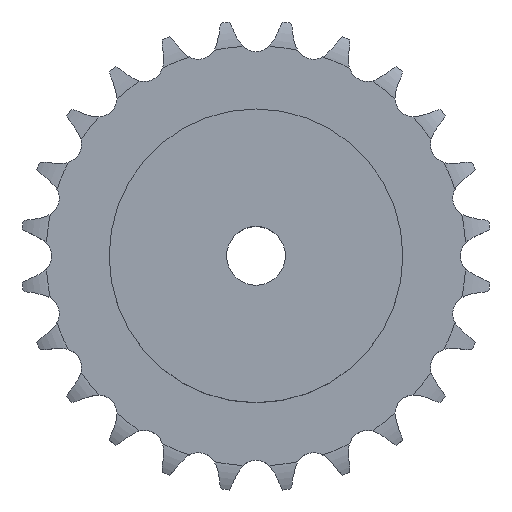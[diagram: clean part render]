
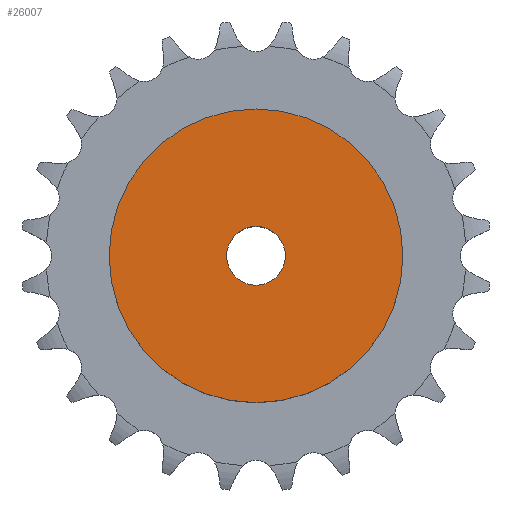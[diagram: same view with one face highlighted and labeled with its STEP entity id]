
A CAD part, top view. The second image highlights one B-rep face of the part: STEP entity #26007.
In plain terms, the highlighted planar face has unit normal (0, 0, 1).
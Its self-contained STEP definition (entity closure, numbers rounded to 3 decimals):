
#3285 = CYLINDRICAL_SURFACE('',#3286,40.);
#3286 = AXIS2_PLACEMENT_3D('',#3287,#3288,#3289);
#3287 = CARTESIAN_POINT('',(0.,0.,0.));
#3288 = DIRECTION('',(-0.,-0.,-1.));
#3289 = DIRECTION('',(1.,0.,0.));
#16496 = VERTEX_POINT('',#16497);
#16497 = CARTESIAN_POINT('',(40.,0.,30.));
#16518 = EDGE_CURVE('',#16496,#16496,#16519,.T.);
#16519 = SURFACE_CURVE('',#16520,(#16525,#16532),.PCURVE_S1.);
#16520 = CIRCLE('',#16521,40.);
#16521 = AXIS2_PLACEMENT_3D('',#16522,#16523,#16524);
#16522 = CARTESIAN_POINT('',(0.,0.,30.));
#16523 = DIRECTION('',(0.,0.,1.));
#16524 = DIRECTION('',(1.,0.,0.));
#16525 = PCURVE('',#3285,#16526);
#16526 = DEFINITIONAL_REPRESENTATION('',(#16527),#16531);
#16527 = LINE('',#16528,#16529);
#16528 = CARTESIAN_POINT('',(-0.,-30.));
#16529 = VECTOR('',#16530,1.);
#16530 = DIRECTION('',(-1.,0.));
#16531 = ( GEOMETRIC_REPRESENTATION_CONTEXT(2) 
PARAMETRIC_REPRESENTATION_CONTEXT() REPRESENTATION_CONTEXT('2D SPACE',''
  ) );
#16532 = PCURVE('',#16533,#16538);
#16533 = PLANE('',#16534);
#16534 = AXIS2_PLACEMENT_3D('',#16535,#16536,#16537);
#16535 = CARTESIAN_POINT('',(0.,0.,30.)
  );
#16536 = DIRECTION('',(0.,0.,1.));
#16537 = DIRECTION('',(1.,0.,0.));
#16538 = DEFINITIONAL_REPRESENTATION('',(#16539),#16543);
#16539 = CIRCLE('',#16540,40.);
#16540 = AXIS2_PLACEMENT_2D('',#16541,#16542);
#16541 = CARTESIAN_POINT('',(0.,0.));
#16542 = DIRECTION('',(1.,0.));
#16543 = ( GEOMETRIC_REPRESENTATION_CONTEXT(2) 
PARAMETRIC_REPRESENTATION_CONTEXT() REPRESENTATION_CONTEXT('2D SPACE',''
  ) );
#22109 = CYLINDRICAL_SURFACE('',#22110,8.);
#22110 = AXIS2_PLACEMENT_3D('',#22111,#22112,#22113);
#22111 = CARTESIAN_POINT('',(0.,0.,198.213));
#22112 = DIRECTION('',(0.,0.,1.));
#22113 = DIRECTION('',(1.,0.,0.));
#26007 = ADVANCED_FACE('',(#26008,#26011),#16533,.T.);
#26008 = FACE_BOUND('',#26009,.T.);
#26009 = EDGE_LOOP('',(#26010));
#26010 = ORIENTED_EDGE('',*,*,#16518,.T.);
#26011 = FACE_BOUND('',#26012,.T.);
#26012 = EDGE_LOOP('',(#26013));
#26013 = ORIENTED_EDGE('',*,*,#26014,.F.);
#26014 = EDGE_CURVE('',#26015,#26015,#26017,.T.);
#26015 = VERTEX_POINT('',#26016);
#26016 = CARTESIAN_POINT('',(8.,0.,30.));
#26017 = SURFACE_CURVE('',#26018,(#26023,#26030),.PCURVE_S1.);
#26018 = CIRCLE('',#26019,8.);
#26019 = AXIS2_PLACEMENT_3D('',#26020,#26021,#26022);
#26020 = CARTESIAN_POINT('',(0.,0.,30.));
#26021 = DIRECTION('',(0.,0.,1.));
#26022 = DIRECTION('',(1.,0.,0.));
#26023 = PCURVE('',#16533,#26024);
#26024 = DEFINITIONAL_REPRESENTATION('',(#26025),#26029);
#26025 = CIRCLE('',#26026,8.);
#26026 = AXIS2_PLACEMENT_2D('',#26027,#26028);
#26027 = CARTESIAN_POINT('',(0.,0.));
#26028 = DIRECTION('',(1.,0.));
#26029 = ( GEOMETRIC_REPRESENTATION_CONTEXT(2) 
PARAMETRIC_REPRESENTATION_CONTEXT() REPRESENTATION_CONTEXT('2D SPACE',''
  ) );
#26030 = PCURVE('',#22109,#26031);
#26031 = DEFINITIONAL_REPRESENTATION('',(#26032),#26036);
#26032 = LINE('',#26033,#26034);
#26033 = CARTESIAN_POINT('',(0.,-168.213));
#26034 = VECTOR('',#26035,1.);
#26035 = DIRECTION('',(1.,0.));
#26036 = ( GEOMETRIC_REPRESENTATION_CONTEXT(2) 
PARAMETRIC_REPRESENTATION_CONTEXT() REPRESENTATION_CONTEXT('2D SPACE',''
  ) );
